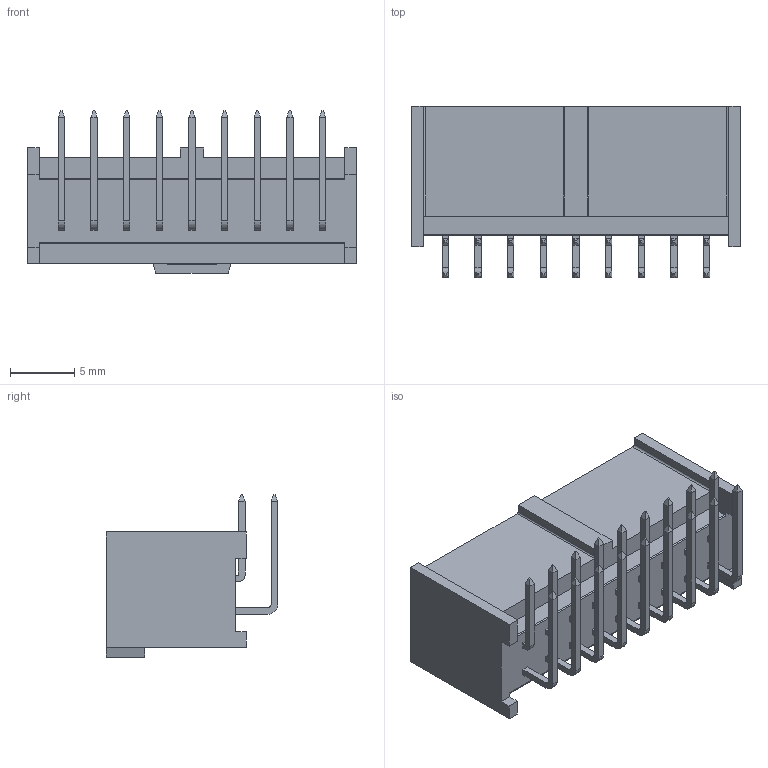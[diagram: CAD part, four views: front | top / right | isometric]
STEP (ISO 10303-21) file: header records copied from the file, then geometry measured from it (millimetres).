
FILE_DESCRIPTION(('STEP AP242'),'1');
FILE_NAME('6317.stp','2019-01-07T12:32:14',('TraceParts'),('TraceParts S.A.'),'Spatial InterOp 3D',' ',' ');
FILE_SCHEMA(('AP242_MANAGED_MODEL_BASED_3D_ENGINEERING_MIM_LF {1 0 10303 442 1 1 4}'));
Length unit declared in the file: millimetre
Products named in the file (1): 6317_1
Bounding box: 25.58 x 13.33 x 12.65 mm (x, y, z)
Volume: 969.6 mm3; surface area: 2173.1 mm2
Topology: 1 solids, 1 shells, 444 faces, 1109 edges, 738 vertices
Faces by surface type: plane 413, cylinder 31
Entity records: 12849 total; most frequent: CARTESIAN_POINT 2221, ORIENTED_EDGE 2146, DIRECTION 2099, EDGE_CURVE 1073, LINE 1011, VECTOR 1011, VERTEX_POINT 666, AXIS2_PLACEMENT_3D 544
